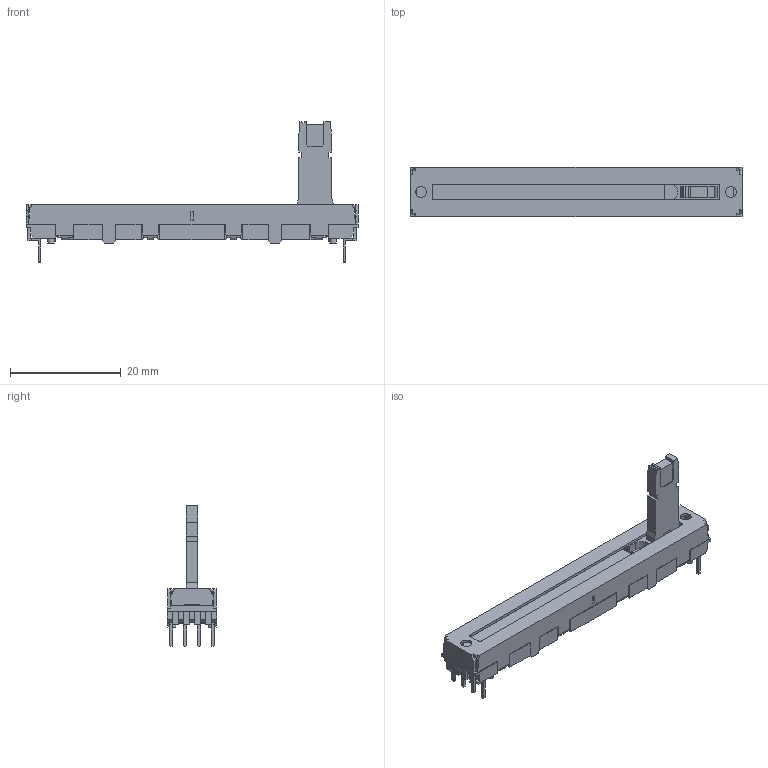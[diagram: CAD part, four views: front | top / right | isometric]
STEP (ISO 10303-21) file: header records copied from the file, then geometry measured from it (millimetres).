
FILE_DESCRIPTION((''),'2;1');
FILE_NAME('PTL45-15-XX-XXXXX','2016-03-11T',('RICKB'),('Bourns, Inc.'),'PRO/ENGINEER BY PARAMETRIC TECHNOLOGY CORPORATION, 2012230','PRO/ENGINEER BY PARAMETRIC TECHNOLOGY CORPORATION, 2012230','');
FILE_SCHEMA(('CONFIG_CONTROL_DESIGN'));
Length unit declared in the file: millimetre
Products named in the file (1): PTL45-15-XX-XXXXX
Bounding box: 60 x 9 x 25.45 mm (x, y, z)
Volume: 2139.6 mm3; surface area: 3931.9 mm2
Topology: 2 solids, 2 shells, 666 faces, 1931 edges, 1274 vertices
Faces by surface type: plane 544, cylinder 88, bspline 32, cone 2
Entity records: 23308 total; most frequent: CARTESIAN_POINT 5655, ORIENTED_EDGE 3862, DIRECTION 3396, EDGE_CURVE 1931, VECTOR 1654, LINE 1654, VERTEX_POINT 1274, AXIS2_PLACEMENT_3D 871
